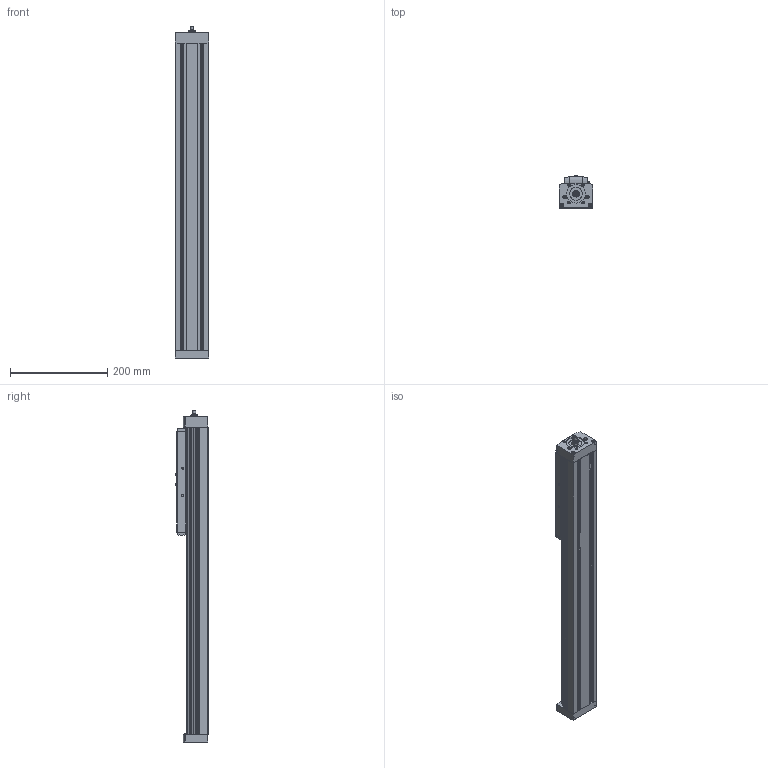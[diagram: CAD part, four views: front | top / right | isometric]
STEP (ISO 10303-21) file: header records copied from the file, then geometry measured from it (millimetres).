
FILE_DESCRIPTION(/* description */ ('STEP AP214'),/* implementation_level */ '2;1');
FILE_NAME(/* name */ '8041819_ELGA-BS-KF-70-400-0H-10P-ML',/* time_stamp */ '2024-08-27T17:15:13+02:00',/* author */ ('License CC BY-ND 4.0'),/* organization */ ('CADENAS'),/* preprocessor_version */ 'ST-DEVELOPER v19.3',/* originating_system */ 'PARTsolutions',/* authorisation */ ' ');
FILE_SCHEMA (('AUTOMOTIVE_DESIGN {1 0 10303 214 3 1 1}'));
Length unit declared in the file: millimetre
Products named in the file (5): 8041819 ELGA-BS-KF-70-400-0H-10P-ML---(0); 8024918 ELGA-BS-KF-70-400-0-ML----(g); 8024918 ELGA-BS-KF----(s); 150928 ZBS-5; 742281 G1/8-AL-SA
Assembly tree (5 placements, depth 2):
  8041819 ELGA-BS-KF-70-400-0H-10P-ML---(0)
    8024918 ELGA-BS-KF-70-400-0-ML----(g)
    8024918 ELGA-BS-KF----(s)
    150928 ZBS-5  x2
    742281 G1/8-AL-SA
Bounding box: 69 x 65.9 x 682 mm (x, y, z)
Volume: 1768726.3 mm3; surface area: 340863.3 mm2
Topology: 5 solids, 6 shells, 611 faces, 1499 edges, 965 vertices
Faces by surface type: plane 409, cylinder 144, cone 45, torus 13
Full cylindrical faces by diameter (mm): 3.242 x4, 4.134 x12, 4.917 x2, 5 x6, 6 x1, 7 x8, 8 x12, 8.566 x1, 9 x2, 9.728 x1, 13 x1, 26 x1, 38 x1
Entity records: 18617 total; most frequent: DIRECTION 2970, CARTESIAN_POINT 2937, ORIENTED_EDGE 2730, EDGE_CURVE 1365, AXIS2_PLACEMENT_3D 997, LINE 976, VECTOR 976, VERTEX_POINT 948
